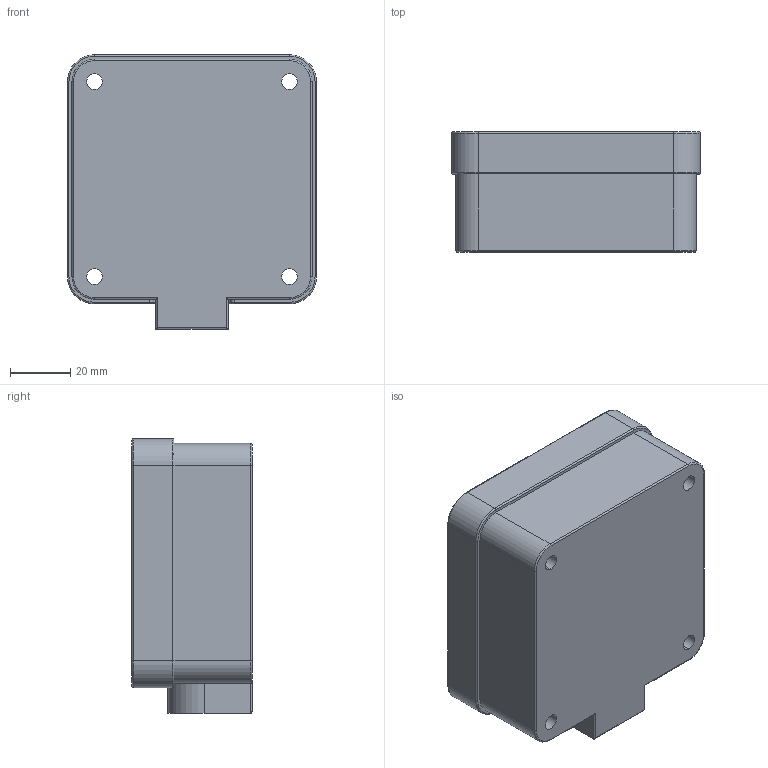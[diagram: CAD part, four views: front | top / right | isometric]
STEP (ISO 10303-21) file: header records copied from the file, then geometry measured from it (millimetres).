
FILE_DESCRIPTION((''),'2;1');
FILE_NAME('FP_D000183A','2006-01-03T',('Pepperl+Fuchs'),('Industriehansa'),'PRO/ENGINEER BY PARAMETRIC TECHNOLOGY CORPORATION, 2005290','PRO/ENGINEER BY PARAMETRIC TECHNOLOGY CORPORATION, 2005290','');
FILE_SCHEMA(('AUTOMOTIVE_DESIGN_CC2 { 1 2 10303 214 -1 1 5 2 }'));
Length unit declared in the file: millimetre
Products named in the file (1): FP_D000183A
Bounding box: 83 x 40 x 91.5 mm (x, y, z)
Volume: 256117.8 mm3; surface area: 31029.5 mm2
Topology: 1 solids, 1 shells, 89 faces, 222 edges, 152 vertices
Faces by surface type: cylinder 51, plane 22, torus 16
Entity records: 3454 total; most frequent: DIRECTION 504, CARTESIAN_POINT 478, ORIENTED_EDGE 420, PRESENTATION_STYLE_ASSIGNMENT 227, STYLED_ITEM 224, CURVE_STYLE 223, EDGE_CURVE 210, AXIS2_PLACEMENT_3D 198
